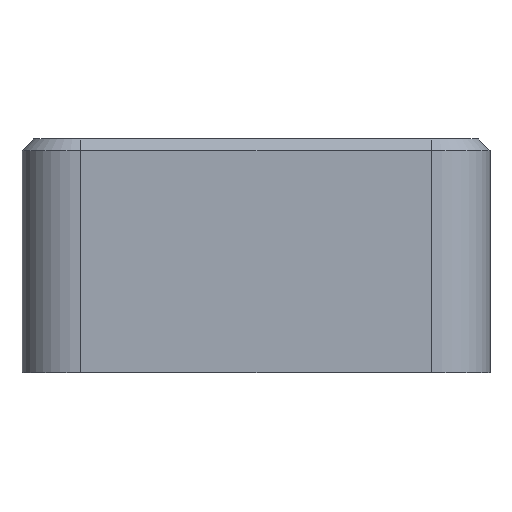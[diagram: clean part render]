
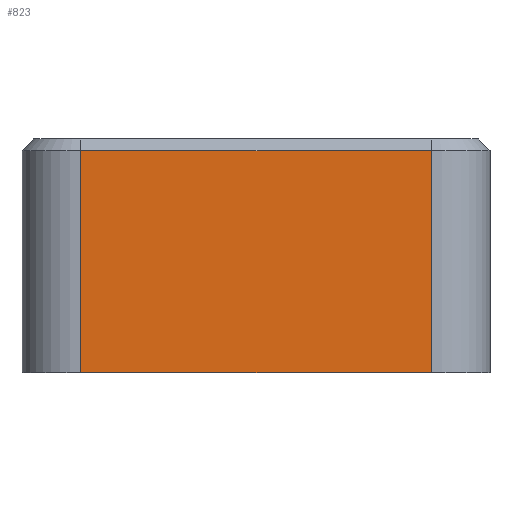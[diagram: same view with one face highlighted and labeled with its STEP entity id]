
A CAD part, left-side view. The second image highlights one B-rep face of the part: STEP entity #823.
In plain terms, the highlighted planar face has unit normal (-1, 0, 0).
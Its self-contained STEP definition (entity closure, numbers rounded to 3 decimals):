
#71=PLANE('',#943);
#121=FACE_OUTER_BOUND('',#193,.T.);
#193=EDGE_LOOP('',(#725,#726,#727,#728));
#240=LINE('',#1384,#290);
#246=LINE('',#1405,#296);
#255=LINE('',#1429,#305);
#256=LINE('',#1432,#306);
#290=VECTOR('',#1150,10.);
#296=VECTOR('',#1174,10.);
#305=VECTOR('',#1201,10.);
#306=VECTOR('',#1206,10.);
#415=VERTEX_POINT('',#1374);
#417=VERTEX_POINT('',#1380);
#424=VERTEX_POINT('',#1403);
#430=VERTEX_POINT('',#1428);
#512=EDGE_CURVE('',#415,#417,#240,.T.);
#523=EDGE_CURVE('',#424,#415,#246,.T.);
#534=EDGE_CURVE('',#430,#417,#255,.T.);
#536=EDGE_CURVE('',#430,#424,#256,.F.);
#725=ORIENTED_EDGE('',*,*,#512,.F.);
#726=ORIENTED_EDGE('',*,*,#523,.F.);
#727=ORIENTED_EDGE('',*,*,#536,.F.);
#728=ORIENTED_EDGE('',*,*,#534,.T.);
#823=ADVANCED_FACE('',(#121),#71,.T.);
#943=AXIS2_PLACEMENT_3D('',#1431,#1204,#1205);
#1150=DIRECTION('',(0.,-1.,0.));
#1174=DIRECTION('',(0.,0.,1.));
#1201=DIRECTION('',(0.,0.,1.));
#1204=DIRECTION('center_axis',(-1.,0.,0.));
#1205=DIRECTION('ref_axis',(0.,-1.,0.));
#1206=DIRECTION('',(0.,-1.,0.));
#1374=CARTESIAN_POINT('',(-50.,-66.5,7.));
#1380=CARTESIAN_POINT('',(-50.,-96.5,7.));
#1384=CARTESIAN_POINT('',(-50.,-74.,7.));
#1403=CARTESIAN_POINT('',(-50.,-66.5,-12.));
#1405=CARTESIAN_POINT('',(-50.,-66.5,0.));
#1428=CARTESIAN_POINT('',(-50.,-96.5,-12.));
#1429=CARTESIAN_POINT('',(-50.,-96.5,0.));
#1431=CARTESIAN_POINT('Origin',(-50.,-66.5,0.));
#1432=CARTESIAN_POINT('',(-50.,-74.,-12.));
